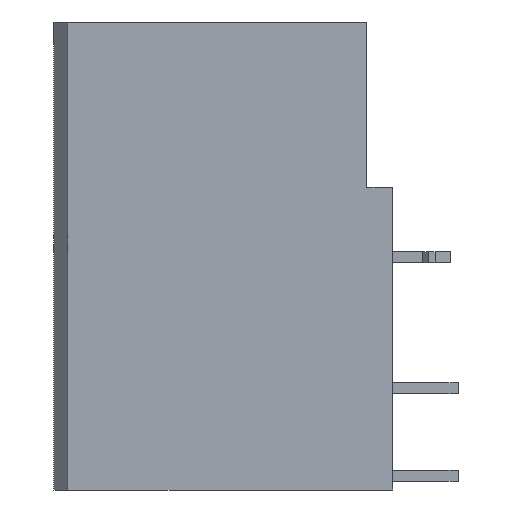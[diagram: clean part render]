
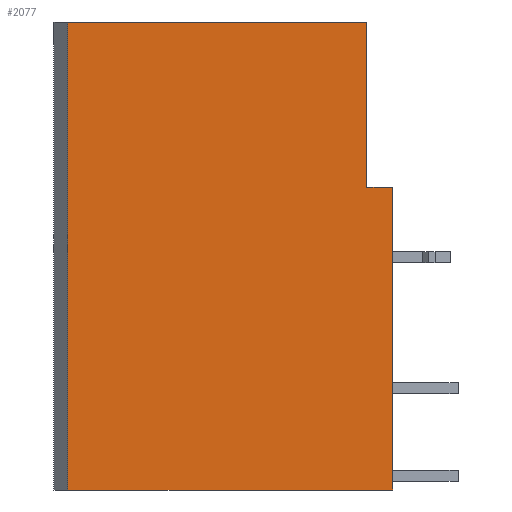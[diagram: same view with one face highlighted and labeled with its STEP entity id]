
A CAD part, left-side view. The second image highlights one B-rep face of the part: STEP entity #2077.
In plain terms, the highlighted planar face has unit normal (-1, 0, 0).
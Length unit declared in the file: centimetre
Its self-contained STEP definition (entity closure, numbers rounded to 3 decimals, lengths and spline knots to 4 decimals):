
#140=FACE_OUTER_BOUND('',#251,.T.);
#251=EDGE_LOOP('',(#1665,#1666,#1667,#1668,#1669,#1670));
#311=LINE('',#2760,#594);
#467=LINE('',#3075,#750);
#468=LINE('',#3078,#751);
#469=LINE('',#3080,#752);
#470=LINE('',#3082,#753);
#471=LINE('',#3083,#754);
#594=VECTOR('',#2248,1.737);
#750=VECTOR('',#2522,2.718);
#751=VECTOR('',#2525,0.96);
#752=VECTOR('',#2526,1.887);
#753=VECTOR('',#2527,1.758);
#754=VECTOR('',#2528,0.15);
#877=VERTEX_POINT('',#2757);
#878=VERTEX_POINT('',#2759);
#978=VERTEX_POINT('',#3073);
#979=VERTEX_POINT('',#3077);
#980=VERTEX_POINT('',#3079);
#981=VERTEX_POINT('',#3081);
#1065=EDGE_CURVE('',#877,#878,#311,.T.);
#1221=EDGE_CURVE('',#877,#978,#467,.T.);
#1222=EDGE_CURVE('',#878,#979,#468,.T.);
#1223=EDGE_CURVE('',#980,#978,#469,.T.);
#1224=EDGE_CURVE('',#980,#981,#470,.T.);
#1225=EDGE_CURVE('',#981,#979,#471,.T.);
#1665=ORIENTED_EDGE('',*,*,#1222,.F.);
#1666=ORIENTED_EDGE('',*,*,#1065,.F.);
#1667=ORIENTED_EDGE('',*,*,#1221,.T.);
#1668=ORIENTED_EDGE('',*,*,#1223,.F.);
#1669=ORIENTED_EDGE('',*,*,#1224,.T.);
#1670=ORIENTED_EDGE('',*,*,#1225,.T.);
#1971=PLANE('',#2186);
#2077=ADVANCED_FACE('',(#140),#1971,.T.);
#2186=AXIS2_PLACEMENT_3D('',#3076,#2523,#2524);
#2248=DIRECTION('',(0.,-1.,0.));
#2522=DIRECTION('',(0.,0.,-1.));
#2523=DIRECTION('center_axis',(-1.,0.,0.));
#2524=DIRECTION('ref_axis',(0.,-1.,0.));
#2525=DIRECTION('',(0.,0.,-1.));
#2526=DIRECTION('',(0.,1.,0.));
#2527=DIRECTION('',(0.,0.,1.));
#2528=DIRECTION('',(0.,1.,0.));
#2757=CARTESIAN_POINT('',(-0.608,1.287,0.));
#2759=CARTESIAN_POINT('',(-0.608,-0.45,0.));
#2760=CARTESIAN_POINT('',(-0.608,1.287,0.));
#3073=CARTESIAN_POINT('',(-0.608,1.287,-2.718));
#3075=CARTESIAN_POINT('',(-0.608,1.287,0.));
#3076=CARTESIAN_POINT('Origin',(-0.608,1.287,0.));
#3077=CARTESIAN_POINT('',(-0.608,-0.45,-0.96));
#3078=CARTESIAN_POINT('',(-0.608,-0.45,0.));
#3079=CARTESIAN_POINT('',(-0.608,-0.6,-2.718));
#3080=CARTESIAN_POINT('',(-0.608,-0.6,-2.718));
#3081=CARTESIAN_POINT('',(-0.608,-0.6,-0.96));
#3082=CARTESIAN_POINT('',(-0.608,-0.6,-2.718));
#3083=CARTESIAN_POINT('',(-0.608,-0.6,-0.96));
